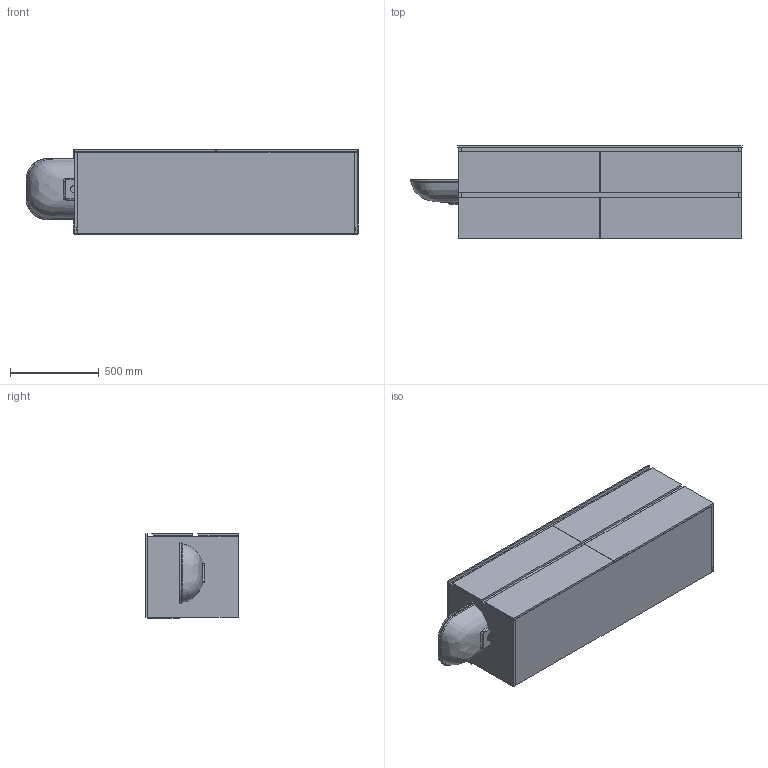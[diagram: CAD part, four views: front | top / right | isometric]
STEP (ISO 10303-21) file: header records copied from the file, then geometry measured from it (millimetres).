
FILE_DESCRIPTION (( 'STEP AP214' ), '1' );
FILE_NAME ('WP1600500-4AUSNCUR-47.STEP', '2020-08-25T14:10:46', ( 'User' ), ( '' ), 'SwSTEP 2.0', 'SolidWorks 2019', '' );
FILE_SCHEMA (( 'AUTOMOTIVE_DESIGN' ));
Length unit declared in the file: millimetre
Products named in the file (5): WP 1600500-4AUSNCUR-47_wt_Mit Hahnloch ohne šberlauf; WP 1600500-4AUSNCUR-47_wt; WP1600500-4AUSNCUR-47; WP 1600500-4AUSNCUR-47_us_Spanweiá lackiert<Wie bearbeitet>; WP 1600500-4AUSNCUR-47_us
Assembly tree (2 placements, depth 2):
  WP 1600500-4AUSNCUR-47_wt
  WP1600500-4AUSNCUR-47
    WP 1600500-4AUSNCUR-47_us_Spanweiá lackiert<Wie bearbeitet>
    WP 1600500-4AUSNCUR-47_wt_Mit Hahnloch ohne šberlauf
  WP 1600500-4AUSNCUR-47_us
Bounding box: 1868.18 x 520 x 478 mm (x, y, z)
Volume: 81841453.8 mm3; surface area: 11681470.6 mm2
Topology: 33 solids, 33 shells, 418 faces, 1038 edges, 688 vertices
Faces by surface type: plane 294, bspline 62, cylinder 60, cone 2
Entity records: 32062 total; most frequent: CARTESIAN_POINT 21989, ORIENTED_EDGE 2076, DIRECTION 1790, EDGE_CURVE 1038, VECTOR 706, LINE 706, VERTEX_POINT 688, AXIS2_PLACEMENT_3D 542
